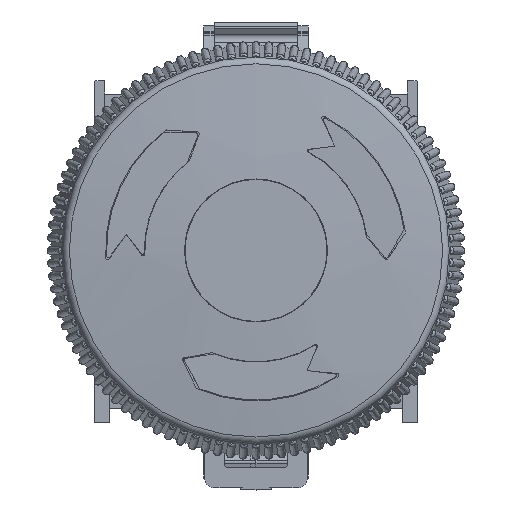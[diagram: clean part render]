
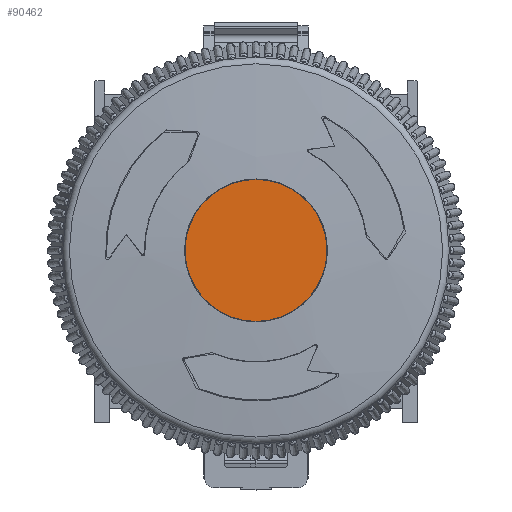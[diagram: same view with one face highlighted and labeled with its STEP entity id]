
A CAD part, top view. The second image highlights one B-rep face of the part: STEP entity #90462.
In plain terms, the highlighted spherical face has radius 156.8 mm.
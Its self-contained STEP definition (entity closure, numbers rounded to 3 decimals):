
#82=SPHERICAL_SURFACE('',#96034,156.8);
#7040=FACE_OUTER_BOUND('',#11953,.T.);
#11953=EDGE_LOOP('',(#70739,#70740));
#15371=CIRCLE('',#96002,6.9);
#15372=CIRCLE('',#96003,6.9);
#39749=VERTEX_POINT('',#143539);
#39750=VERTEX_POINT('',#143540);
#50620=EDGE_CURVE('',#39749,#39750,#15371,.T.);
#50621=EDGE_CURVE('',#39750,#39749,#15372,.T.);
#70739=ORIENTED_EDGE('',*,*,#50620,.T.);
#70740=ORIENTED_EDGE('',*,*,#50621,.T.);
#90462=ADVANCED_FACE('',(#7040),#82,.T.);
#96002=AXIS2_PLACEMENT_3D('',#143541,#111263,#111264);
#96003=AXIS2_PLACEMENT_3D('',#143542,#111265,#111266);
#96034=AXIS2_PLACEMENT_3D('',#143622,#111342,#111343);
#111263=DIRECTION('center_axis',(0.,0.,
1.));
#111264=DIRECTION('ref_axis',(-1.,0.,0.));
#111265=DIRECTION('center_axis',(0.,0.,
1.));
#111266=DIRECTION('ref_axis',(-1.,0.,0.));
#111342=DIRECTION('center_axis',(0.,-1.,0.));
#111343=DIRECTION('ref_axis',(1.,0.,0.));
#143539=CARTESIAN_POINT('',(0.,-6.9,36.948));
#143540=CARTESIAN_POINT('',(6.9,0.,36.948));
#143541=CARTESIAN_POINT('Origin',(0.,0.,
36.948));
#143542=CARTESIAN_POINT('Origin',(0.,0.,
36.948));
#143622=CARTESIAN_POINT('Origin',(0.,0.,
-119.7));
